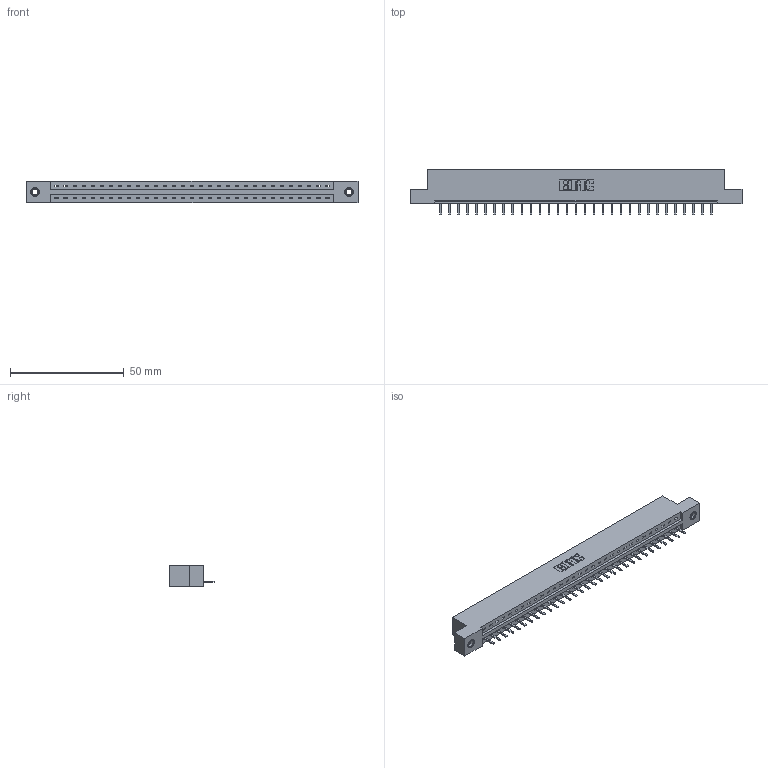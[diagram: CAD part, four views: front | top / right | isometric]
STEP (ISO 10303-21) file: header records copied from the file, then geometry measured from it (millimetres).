
FILE_DESCRIPTION (( 'STEP AP203' ), '1' );
FILE_NAME ('337-031-520-107.STEP', '2018-08-07T02:52:33', ( '' ), ( '' ), 'SwSTEP 2.0', 'SolidWorks 2016', '' );
FILE_SCHEMA (( 'CONFIG_CONTROL_DESIGN' ));
Length unit declared in the file: inch
Products named in the file (4): 337 Part_Flush Mounting Lugs - 0.156 Dia-TI; 345-292-001_345-293-120; 345-250-001_345-250-005-103; 337-031-520-107
Assembly tree (34 placements, depth 2):
  337-031-520-107
    337 Part_Flush Mounting Lugs - 0.156 Dia-TI
    345-292-001_345-293-120  x31
    345-250-001_345-250-005-103  x2
Bounding box: 145.85 x 20.02 x 9.4 mm (x, y, z)
Volume: 14918 mm3; surface area: 15074.5 mm2
Topology: 34 solids, 34 shells, 2220 faces, 6523 edges, 4258 vertices
Faces by surface type: plane 1590, cylinder 614, cone 12, torus 4
Entity records: 25766 total; most frequent: CARTESIAN_POINT 4478, ORIENTED_EDGE 4426, DIRECTION 3813, EDGE_CURVE 2213, LINE 2061, VECTOR 2061, VERTEX_POINT 1468, AXIS2_PLACEMENT_3D 876
